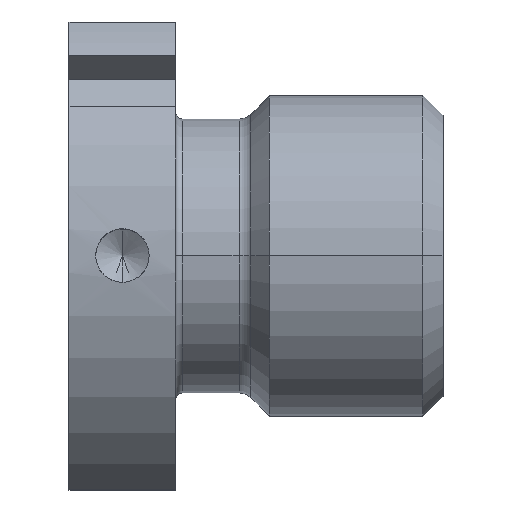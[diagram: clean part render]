
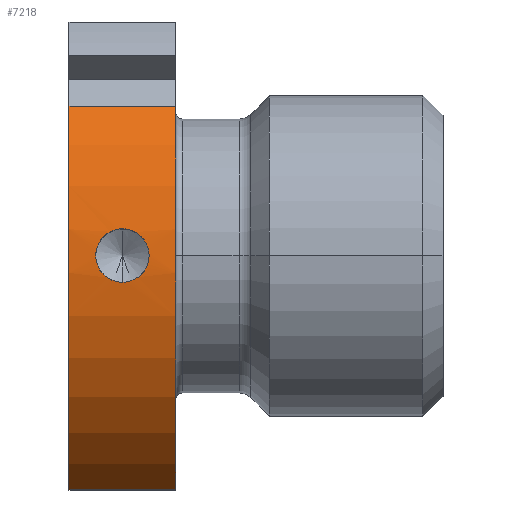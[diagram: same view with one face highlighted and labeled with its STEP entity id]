
A CAD part, top view. The second image highlights one B-rep face of the part: STEP entity #7218.
In plain terms, the highlighted cylindrical face has radius 41 mm (diameter 82 mm), a partial arc.
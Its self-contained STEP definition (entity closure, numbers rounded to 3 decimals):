
#121=DIRECTION('',(1.,0.,0.));
#122=VECTOR('',#121,16.);
#123=CARTESIAN_POINT('',(0.,22.327,34.387));
#124=LINE('',#123,#122);
#135=CARTESIAN_POINT('',(16.,0.,0.));
#136=DIRECTION('',(1.,0.,0.));
#137=DIRECTION('',(0.,0.545,0.839));
#138=AXIS2_PLACEMENT_3D('',#135,#136,#137);
#140=CARTESIAN_POINT('',(0.,0.,0.));
#141=DIRECTION('',(-1.,0.,0.));
#142=DIRECTION('',(0.,-0.854,0.521));
#143=AXIS2_PLACEMENT_3D('',#140,#141,#142);
#165=CARTESIAN_POINT('',(4.,0.,41.));
#166=CARTESIAN_POINT('',(4.,0.387,41.));
#167=CARTESIAN_POINT('',(4.108,1.13,40.989));
#168=CARTESIAN_POINT('',(4.583,2.186,40.946));
#169=CARTESIAN_POINT('',(5.347,3.066,40.888));
#170=CARTESIAN_POINT('',(6.309,3.686,40.835));
#171=CARTESIAN_POINT('',(7.431,4.015,40.803));
#172=CARTESIAN_POINT('',(8.572,4.014,40.803));
#173=CARTESIAN_POINT('',(9.693,3.685,40.835));
#174=CARTESIAN_POINT('',(10.655,3.064,40.888));
#175=CARTESIAN_POINT('',(11.417,2.186,40.946));
#176=CARTESIAN_POINT('',(11.893,1.128,40.989));
#177=CARTESIAN_POINT('',(12.,0.387,41.));
#178=CARTESIAN_POINT('',(12.,0.,41.));
#180=CARTESIAN_POINT('',(12.,0.,41.));
#181=CARTESIAN_POINT('',(12.,-0.387,41.));
#182=CARTESIAN_POINT('',(11.892,-1.13,40.989));
#183=CARTESIAN_POINT('',(11.417,-2.186,40.946));
#184=CARTESIAN_POINT('',(10.653,-3.066,40.888));
#185=CARTESIAN_POINT('',(9.691,-3.686,40.835));
#186=CARTESIAN_POINT('',(8.569,-4.015,40.803));
#187=CARTESIAN_POINT('',(7.428,-4.014,40.803));
#188=CARTESIAN_POINT('',(6.307,-3.685,40.835));
#189=CARTESIAN_POINT('',(5.345,-3.064,40.888));
#190=CARTESIAN_POINT('',(4.583,-2.186,40.946));
#191=CARTESIAN_POINT('',(4.107,-1.128,40.989));
#192=CARTESIAN_POINT('',(4.,-0.387,41.));
#193=CARTESIAN_POINT('',(4.,0.,41.));
#1921=DIRECTION('',(1.,0.,0.));
#1922=VECTOR('',#1921,16.);
#1923=CARTESIAN_POINT('',(0.,-35.,21.354));
#1924=LINE('',#1923,#1922);
#5292=CARTESIAN_POINT('',(16.,-35.,21.354));
#5294=VERTEX_POINT('',#5292);
#5300=CARTESIAN_POINT('',(0.,-35.,21.354));
#5302=VERTEX_POINT('',#5300);
#5307=CARTESIAN_POINT('',(16.,22.327,34.387));
#5309=VERTEX_POINT('',#5307);
#5321=CARTESIAN_POINT('',(0.,22.327,34.387));
#5322=VERTEX_POINT('',#5321);
#5343=VERTEX_POINT('',#165);
#5344=VERTEX_POINT('',#178);
#7199=CARTESIAN_POINT('',(-2.8,0.,0.));
#7200=DIRECTION('',(1.,0.,0.));
#7201=DIRECTION('',(0.,0.,1.));
#7202=AXIS2_PLACEMENT_3D('',#7199,#7200,#7201);
#7203=CYLINDRICAL_SURFACE('',#7202,41.);
#7204=ORIENTED_EDGE('',*,*,#7177,.T.);
#7205=ORIENTED_EDGE('',*,*,#7128,.T.);
#7207=ORIENTED_EDGE('',*,*,#7206,.F.);
#7209=ORIENTED_EDGE('',*,*,#7208,.T.);
#7210=EDGE_LOOP('',(#7204,#7205,#7207,#7209));
#7211=FACE_OUTER_BOUND('',#7210,.F.);
#7213=ORIENTED_EDGE('',*,*,#7212,.F.);
#7215=ORIENTED_EDGE('',*,*,#7214,.F.);
#7216=EDGE_LOOP('',(#7213,#7215));
#7217=FACE_BOUND('',#7216,.F.);
#7218=ADVANCED_FACE('',(#7211,#7217),#7203,.T.);
#139=CIRCLE('',#138,41.);
#144=CIRCLE('',#143,41.);
#179=B_SPLINE_CURVE_WITH_KNOTS('',3,(#165,#166,#167,#168,#169,#170,#171,#172,
#173,#174,#175,#176,#177,#178),.UNSPECIFIED.,.F.,.F.,(4,1,1,1,1,1,1,1,1,1,1,4),(
0.,0.091,0.182,0.273,0.364,
0.455,0.545,0.636,0.727,
0.818,0.909,1.),.UNSPECIFIED.);
#194=B_SPLINE_CURVE_WITH_KNOTS('',3,(#180,#181,#182,#183,#184,#185,#186,#187,
#188,#189,#190,#191,#192,#193),.UNSPECIFIED.,.F.,.F.,(4,1,1,1,1,1,1,1,1,1,1,4),(
0.,0.091,0.182,0.273,0.364,
0.455,0.545,0.636,0.727,
0.818,0.909,1.),.UNSPECIFIED.);
#7128=EDGE_CURVE('',#5309,#5294,#139,.T.);
#7177=EDGE_CURVE('',#5322,#5309,#124,.T.);
#7206=EDGE_CURVE('',#5302,#5294,#1924,.T.);
#7208=EDGE_CURVE('',#5302,#5322,#144,.T.);
#7212=EDGE_CURVE('',#5343,#5344,#179,.T.);
#7214=EDGE_CURVE('',#5344,#5343,#194,.T.);
